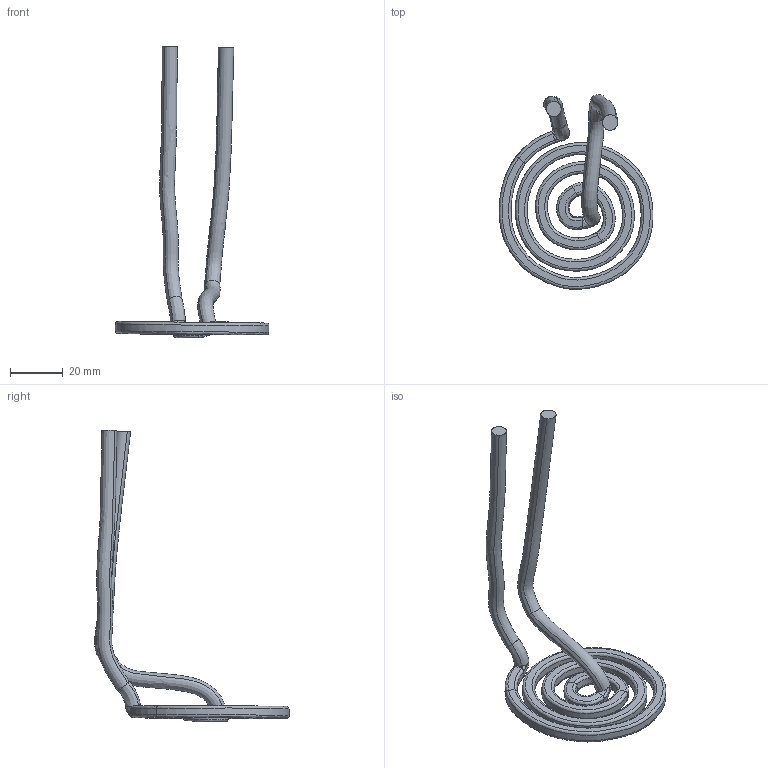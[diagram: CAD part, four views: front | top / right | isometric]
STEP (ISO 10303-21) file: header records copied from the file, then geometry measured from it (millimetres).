
FILE_DESCRIPTION(('Open CASCADE Model'),'2;1');
FILE_NAME('Open CASCADE Shape Model','2022-10-10T10:05:21',('Author'),( 'Open CASCADE'),'Open CASCADE STEP processor 7.3','Open CASCADE 7.3' ,'Unknown');
FILE_SCHEMA(('AUTOMOTIVE_DESIGN { 1 0 10303 214 1 1 1 1 }'));
Products named in the file (1): Open CASCADE STEP translator 7.3 1
Bounding box: 58.53 x 74.05 x 111.09 mm (x, y, z)
Volume: 14222.3 mm3; surface area: 11047.9 mm2
Topology: 1 solids, 1 shells, 58 faces, 132 edges, 76 vertices
Faces by surface type: bspline 54, plane 2, revolution 2
Entity records: 31873 total; most frequent: CARTESIAN_POINT 29760, ORIENTED_EDGE 264, PCURVE 264, DEFINITIONAL_REPRESENTATION 264, B_SPLINE_CURVE_WITH_KNOTS 261, DIRECTION 195, EDGE_CURVE 132, SURFACE_CURVE 132
